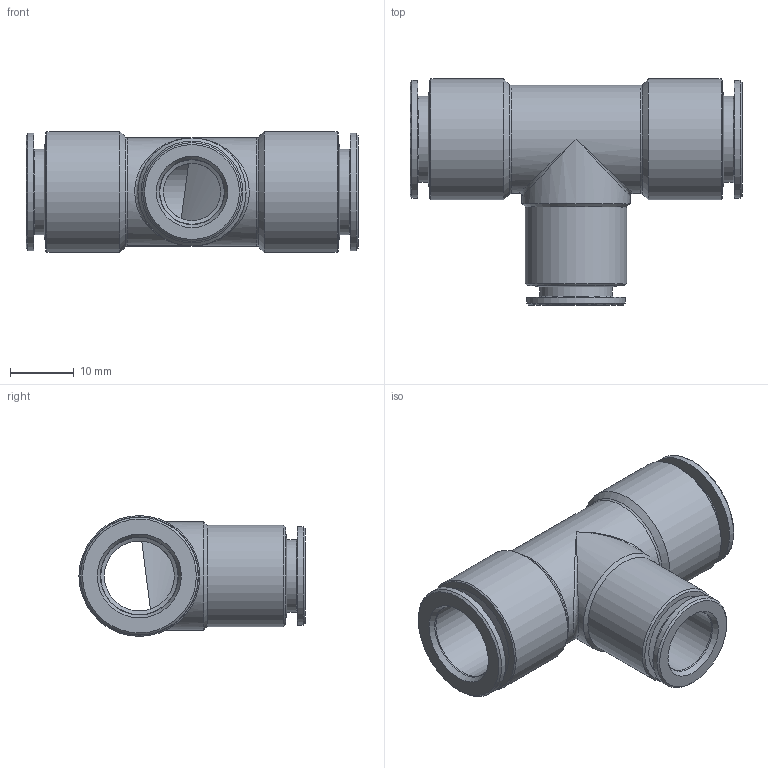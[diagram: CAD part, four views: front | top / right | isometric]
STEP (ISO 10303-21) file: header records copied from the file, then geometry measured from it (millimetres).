
FILE_DESCRIPTION(/* description */ ('STEP AP214'),/* implementation_level */ '2;1');
FILE_NAME(/* name */ 'A0196050',/* time_stamp */ '2023-04-20T13:22:12+02:00',/* author */ ('License CC BY-ND 4.0'),/* organization */ ('CADENAS'),/* preprocessor_version */ 'ST-DEVELOPER v19.3',/* originating_system */ 'PARTsolutions',/* authorisation */ ' ');
FILE_SCHEMA (('AUTOMOTIVE_DESIGN {1 0 10303 214 3 1 1}'));
Length unit declared in the file: millimetre
Products named in the file (1): A0196050
Bounding box: 52.2 x 35.55 x 19 mm (x, y, z)
Volume: 9207.6 mm3; surface area: 7282.8 mm2
Topology: 1 solids, 1 shells, 53 faces, 118 edges, 69 vertices
Faces by surface type: cone 21, cylinder 16, plane 9, torus 5, bspline 2
Full cylindrical faces by diameter (mm): 9 x1, 10.15 x1, 11 x1, 11.4 x1, 12.15 x2, 13.5 x2, 15.5 x1, 16 x1, 17 x2, 18.5 x2, 19 x2
Entity records: 1517 total; most frequent: CARTESIAN_POINT 578, DIRECTION 204, ORIENTED_EDGE 114, EDGE_LOOP 106, FACE_BOUND 106, AXIS2_PLACEMENT_3D 102, EDGE_CURVE 57, VERTEX_POINT 55
